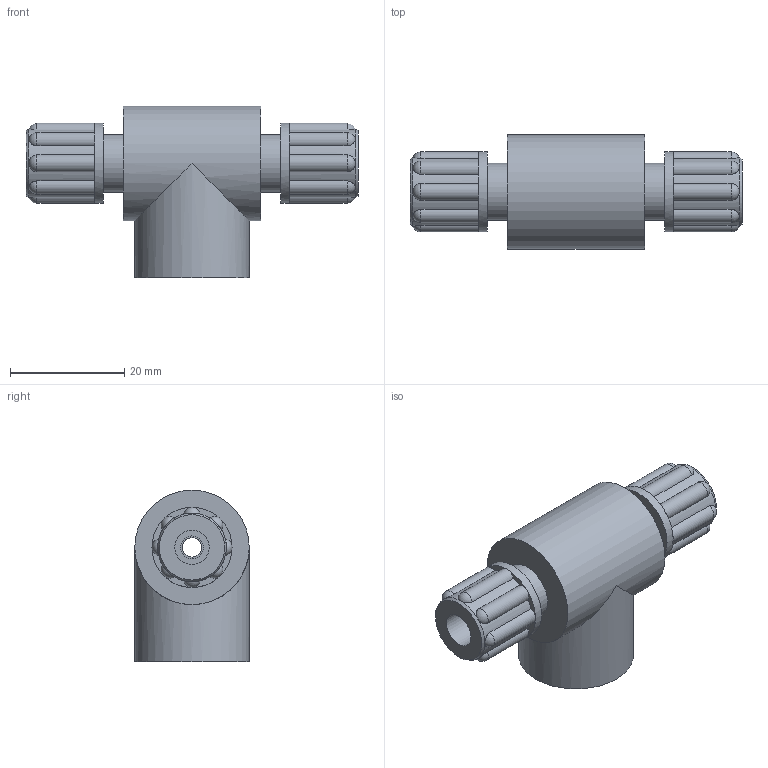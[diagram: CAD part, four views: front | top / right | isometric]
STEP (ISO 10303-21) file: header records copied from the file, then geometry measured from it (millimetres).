
FILE_DESCRIPTION(/* description */ (''),/* implementation_level */ '2;1');
FILE_NAME(/* name */ '1A300FG4014xx.stp',/* time_stamp */ '2020-05-07T09:19:06+02:00',/* author */ ('SoMue'),/* organization */ (''),/* preprocessor_version */ 'ST-DEVELOPER v18.1',/* originating_system */ 'Autodesk Inventor 2021',/* authorisation */ '');
FILE_SCHEMA (('AUTOMOTIVE_DESIGN { 1 0 10303 214 3 1 1 }'));
Length unit declared in the file: millimetre
Products named in the file (1): 1A300FG4014xx
Bounding box: 58 x 20 x 30 mm (x, y, z)
Volume: 12597.5 mm3; surface area: 6388.9 mm2
Topology: 1 solids, 1 shells, 93 faces, 231 edges, 148 vertices
Faces by surface type: cylinder 46, plane 29, sphere 16, cone 2
Full cylindrical faces by diameter (mm): 3.4 x2, 4 x2, 6 x2, 7 x1, 10 x2, 11.445 x1, 14 x2, 20 x2
Entity records: 3222 total; most frequent: CARTESIAN_POINT 894, DIRECTION 527, ORIENTED_EDGE 462, AXIS2_PLACEMENT_3D 239, EDGE_CURVE 231, VERTEX_POINT 148, CIRCLE 142, EDGE_LOOP 105
